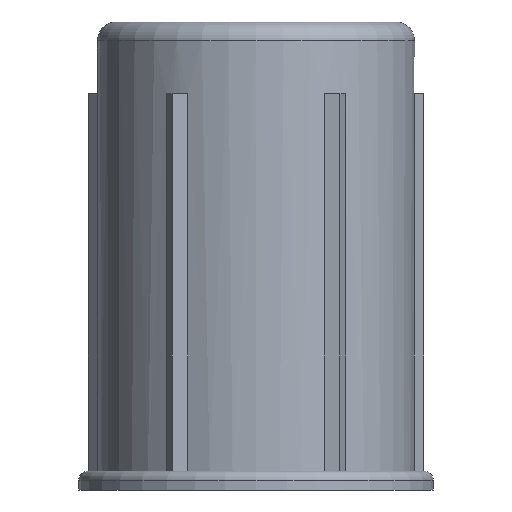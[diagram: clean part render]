
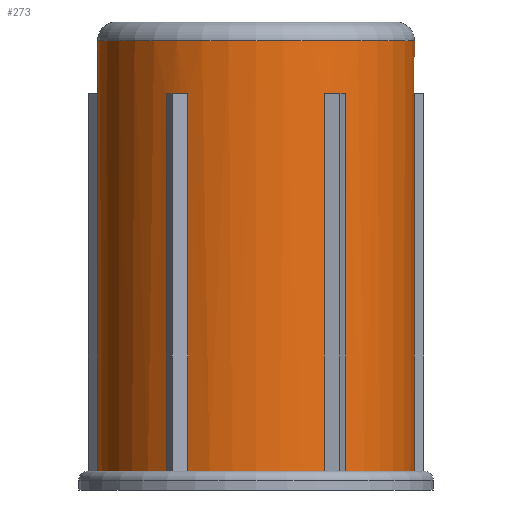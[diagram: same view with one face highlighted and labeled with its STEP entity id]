
A CAD part, front view. The second image highlights one B-rep face of the part: STEP entity #273.
In plain terms, the highlighted cylindrical face has radius 8.4 mm (diameter 16.8 mm), a full revolution.
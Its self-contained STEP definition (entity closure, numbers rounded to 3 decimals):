
#273=ADVANCED_FACE('',(#674,#676),#678,.T.);
#674=FACE_BOUND('',#675,.T.);
#675=EDGE_LOOP('',(#956,#957,#958,#959,#960,#961,#962,#963,#964,#965,#966,#967,#968,
#969,#970,#971,#972,#973,#974,#975,#976,#977,#978,#979,#980));
#676=FACE_OUTER_BOUND('',#677,.T.);
#677=EDGE_LOOP('',(#981));
#678=CYLINDRICAL_SURFACE('',#679,8.4);
#679=AXIS2_PLACEMENT_3D('',#680,#681,#682);
#680=CARTESIAN_POINT('',(0.,0.,0.));
#681=DIRECTION('',(0.,0.,1.));
#682=DIRECTION('',(-1.,0.,0.));
#956=ORIENTED_EDGE('',*,*,#1133,.F.);
#957=ORIENTED_EDGE('',*,*,#1119,.F.);
#958=ORIENTED_EDGE('',*,*,#1134,.F.);
#959=ORIENTED_EDGE('',*,*,#1135,.F.);
#960=ORIENTED_EDGE('',*,*,#1136,.F.);
#961=ORIENTED_EDGE('',*,*,#1116,.F.);
#962=ORIENTED_EDGE('',*,*,#1137,.F.);
#963=ORIENTED_EDGE('',*,*,#1138,.F.);
#964=ORIENTED_EDGE('',*,*,#1139,.F.);
#965=ORIENTED_EDGE('',*,*,#1113,.F.);
#966=ORIENTED_EDGE('',*,*,#1132,.F.);
#967=ORIENTED_EDGE('',*,*,#1140,.F.);
#968=ORIENTED_EDGE('',*,*,#1141,.F.);
#969=ORIENTED_EDGE('',*,*,#1142,.F.);
#970=ORIENTED_EDGE('',*,*,#1128,.F.);
#971=ORIENTED_EDGE('',*,*,#1143,.F.);
#972=ORIENTED_EDGE('',*,*,#1144,.F.);
#973=ORIENTED_EDGE('',*,*,#1145,.F.);
#974=ORIENTED_EDGE('',*,*,#1125,.F.);
#975=ORIENTED_EDGE('',*,*,#1146,.F.);
#976=ORIENTED_EDGE('',*,*,#1147,.F.);
#977=ORIENTED_EDGE('',*,*,#1148,.F.);
#978=ORIENTED_EDGE('',*,*,#1122,.F.);
#979=ORIENTED_EDGE('',*,*,#1149,.F.);
#980=ORIENTED_EDGE('',*,*,#1150,.F.);
#981=ORIENTED_EDGE('',*,*,#1151,.F.);
#1113=EDGE_CURVE('',#1257,#1259,#1260,.F.);
#1116=EDGE_CURVE('',#1262,#1264,#1265,.F.);
#1119=EDGE_CURVE('',#1267,#1269,#1270,.F.);
#1122=EDGE_CURVE('',#1272,#1274,#1275,.F.);
#1125=EDGE_CURVE('',#1277,#1279,#1280,.F.);
#1128=EDGE_CURVE('',#1282,#1284,#1285,.F.);
#1132=EDGE_CURVE('',#1289,#1257,#1291,.F.);
#1133=EDGE_CURVE('',#1269,#1292,#1293,.T.);
#1134=EDGE_CURVE('',#1294,#1267,#1295,.F.);
#1135=EDGE_CURVE('',#1296,#1294,#1297,.F.);
#1136=EDGE_CURVE('',#1264,#1296,#1298,.T.);
#1137=EDGE_CURVE('',#1299,#1262,#1300,.F.);
#1138=EDGE_CURVE('',#1301,#1299,#1302,.F.);
#1139=EDGE_CURVE('',#1259,#1301,#1303,.T.);
#1140=EDGE_CURVE('',#1304,#1289,#1305,.F.);
#1141=EDGE_CURVE('',#1306,#1304,#1307,.F.);
#1142=EDGE_CURVE('',#1284,#1306,#1308,.T.);
#1143=EDGE_CURVE('',#1309,#1282,#1310,.F.);
#1144=EDGE_CURVE('',#1311,#1309,#1312,.F.);
#1145=EDGE_CURVE('',#1279,#1311,#1313,.T.);
#1146=EDGE_CURVE('',#1314,#1277,#1315,.F.);
#1147=EDGE_CURVE('',#1316,#1314,#1317,.F.);
#1148=EDGE_CURVE('',#1274,#1316,#1318,.T.);
#1149=EDGE_CURVE('',#1319,#1272,#1320,.F.);
#1150=EDGE_CURVE('',#1292,#1319,#1321,.F.);
#1151=EDGE_CURVE('',#1322,#1322,#1323,.T.);
#1257=VERTEX_POINT('',#1553);
#1259=VERTEX_POINT('',#1557);
#1260=CIRCLE('',#1558,8.4);
#1262=VERTEX_POINT('',#1565);
#1264=VERTEX_POINT('',#1569);
#1265=CIRCLE('',#1570,8.4);
#1267=VERTEX_POINT('',#1577);
#1269=VERTEX_POINT('',#1581);
#1270=CIRCLE('',#1582,8.4);
#1272=VERTEX_POINT('',#1589);
#1274=VERTEX_POINT('',#1593);
#1275=CIRCLE('',#1594,8.4);
#1277=VERTEX_POINT('',#1601);
#1279=VERTEX_POINT('',#1605);
#1280=CIRCLE('',#1606,8.4);
#1282=VERTEX_POINT('',#1613);
#1284=VERTEX_POINT('',#1617);
#1285=CIRCLE('',#1618,8.4);
#1289=VERTEX_POINT('',#1629);
#1291=LINE('',#1633,#1634);
#1292=VERTEX_POINT('',#1636);
#1293=LINE('',#1637,#1638);
#1294=VERTEX_POINT('',#1640);
#1295=LINE('',#1641,#1642);
#1296=VERTEX_POINT('',#1644);
#1297=CIRCLE('',#1645,8.4);
#1298=LINE('',#1649,#1650);
#1299=VERTEX_POINT('',#1652);
#1300=LINE('',#1653,#1654);
#1301=VERTEX_POINT('',#1656);
#1302=CIRCLE('',#1657,8.4);
#1303=LINE('',#1661,#1662);
#1304=VERTEX_POINT('',#1664);
#1305=CIRCLE('',#1665,8.4);
#1306=VERTEX_POINT('',#1669);
#1307=CIRCLE('',#1670,8.4);
#1308=LINE('',#1674,#1675);
#1309=VERTEX_POINT('',#1677);
#1310=LINE('',#1678,#1679);
#1311=VERTEX_POINT('',#1681);
#1312=CIRCLE('',#1682,8.4);
#1313=LINE('',#1686,#1687);
#1314=VERTEX_POINT('',#1689);
#1315=LINE('',#1690,#1691);
#1316=VERTEX_POINT('',#1693);
#1317=CIRCLE('',#1694,8.4);
#1318=LINE('',#1698,#1699);
#1319=VERTEX_POINT('',#1701);
#1320=LINE('',#1702,#1703);
#1321=CIRCLE('',#1705,8.4);
#1322=VERTEX_POINT('',#1709);
#1323=CIRCLE('',#1710,8.4);
#1553=CARTESIAN_POINT('',(-8.375,0.65,0.));
#1557=CARTESIAN_POINT('',(-4.751,6.928,0.));
#1558=AXIS2_PLACEMENT_3D('',#1559,#1560,#1561);
#1559=CARTESIAN_POINT('',(0.,0.,0.));
#1560=DIRECTION('',(0.,0.,1.));
#1561=DIRECTION('',(-0.566,0.825,0.));
#1565=CARTESIAN_POINT('',(-3.624,7.578,0.));
#1569=CARTESIAN_POINT('',(3.624,7.578,0.));
#1570=AXIS2_PLACEMENT_3D('',#1571,#1572,#1573);
#1571=CARTESIAN_POINT('',(0.,0.,0.));
#1572=DIRECTION('',(0.,0.,1.));
#1573=DIRECTION('',(0.431,0.902,0.));
#1577=CARTESIAN_POINT('',(4.751,6.928,0.));
#1581=CARTESIAN_POINT('',(8.375,0.65,0.));
#1582=AXIS2_PLACEMENT_3D('',#1583,#1584,#1585);
#1583=CARTESIAN_POINT('',(0.,0.,0.));
#1584=DIRECTION('',(0.,0.,1.));
#1585=DIRECTION('',(0.997,0.077,0.));
#1589=CARTESIAN_POINT('',(8.375,-0.65,0.));
#1593=CARTESIAN_POINT('',(4.751,-6.928,0.));
#1594=AXIS2_PLACEMENT_3D('',#1595,#1596,#1597);
#1595=CARTESIAN_POINT('',(0.,0.,0.));
#1596=DIRECTION('',(0.,0.,1.));
#1597=DIRECTION('',(0.566,-0.825,0.));
#1601=CARTESIAN_POINT('',(3.624,-7.578,0.));
#1605=CARTESIAN_POINT('',(-3.624,-7.578,0.));
#1606=AXIS2_PLACEMENT_3D('',#1607,#1608,#1609);
#1607=CARTESIAN_POINT('',(0.,0.,0.));
#1608=DIRECTION('',(0.,0.,1.));
#1609=DIRECTION('',(-0.431,-0.902,0.));
#1613=CARTESIAN_POINT('',(-4.751,-6.928,0.));
#1617=CARTESIAN_POINT('',(-8.375,-0.65,0.));
#1618=AXIS2_PLACEMENT_3D('',#1619,#1620,#1621);
#1619=CARTESIAN_POINT('',(0.,0.,0.));
#1620=DIRECTION('',(0.,0.,1.));
#1621=DIRECTION('',(-0.997,-0.077,0.));
#1629=CARTESIAN_POINT('',(-8.375,0.65,20.));
#1633=CARTESIAN_POINT('',(-8.375,0.65,0.));
#1634=VECTOR('',#1635,1.);
#1635=DIRECTION('',(0.,0.,1.));
#1636=CARTESIAN_POINT('',(8.375,0.65,20.));
#1637=CARTESIAN_POINT('',(8.375,0.65,0.));
#1638=VECTOR('',#1639,1.);
#1639=DIRECTION('',(0.,0.,1.));
#1640=CARTESIAN_POINT('',(4.751,6.928,20.));
#1641=CARTESIAN_POINT('',(4.751,6.928,0.));
#1642=VECTOR('',#1643,1.);
#1643=DIRECTION('',(0.,0.,1.));
#1644=CARTESIAN_POINT('',(3.624,7.578,20.));
#1645=AXIS2_PLACEMENT_3D('',#1646,#1647,#1648);
#1646=CARTESIAN_POINT('',(0.,0.,20.));
#1647=DIRECTION('',(0.,0.,1.));
#1648=DIRECTION('',(0.566,0.825,0.));
#1649=CARTESIAN_POINT('',(3.624,7.578,0.));
#1650=VECTOR('',#1651,1.);
#1651=DIRECTION('',(0.,0.,1.));
#1652=CARTESIAN_POINT('',(-3.624,7.578,20.));
#1653=CARTESIAN_POINT('',(-3.624,7.578,0.));
#1654=VECTOR('',#1655,1.);
#1655=DIRECTION('',(0.,0.,1.));
#1656=CARTESIAN_POINT('',(-4.751,6.928,20.));
#1657=AXIS2_PLACEMENT_3D('',#1658,#1659,#1660);
#1658=CARTESIAN_POINT('',(0.,0.,20.));
#1659=DIRECTION('',(0.,-0.,1.));
#1660=DIRECTION('',(-0.431,0.902,0.));
#1661=CARTESIAN_POINT('',(-4.751,6.928,0.));
#1662=VECTOR('',#1663,1.);
#1663=DIRECTION('',(0.,0.,1.));
#1664=CARTESIAN_POINT('',(-8.4,0.,20.));
#1665=AXIS2_PLACEMENT_3D('',#1666,#1667,#1668);
#1666=CARTESIAN_POINT('',(0.,0.,20.));
#1667=DIRECTION('',(0.,0.,1.));
#1668=DIRECTION('',(-0.997,0.077,0.));
#1669=CARTESIAN_POINT('',(-8.375,-0.65,20.));
#1670=AXIS2_PLACEMENT_3D('',#1671,#1672,#1673);
#1671=CARTESIAN_POINT('',(0.,0.,20.));
#1672=DIRECTION('',(0.,0.,1.));
#1673=DIRECTION('',(-1.,0.,0.));
#1674=CARTESIAN_POINT('',(-8.375,-0.65,0.));
#1675=VECTOR('',#1676,1.);
#1676=DIRECTION('',(0.,0.,1.));
#1677=CARTESIAN_POINT('',(-4.751,-6.928,20.));
#1678=CARTESIAN_POINT('',(-4.751,-6.928,0.));
#1679=VECTOR('',#1680,1.);
#1680=DIRECTION('',(0.,0.,1.));
#1681=CARTESIAN_POINT('',(-3.624,-7.578,20.));
#1682=AXIS2_PLACEMENT_3D('',#1683,#1684,#1685);
#1683=CARTESIAN_POINT('',(0.,0.,20.));
#1684=DIRECTION('',(0.,0.,1.));
#1685=DIRECTION('',(-0.566,-0.825,0.));
#1686=CARTESIAN_POINT('',(-3.624,-7.578,0.));
#1687=VECTOR('',#1688,1.);
#1688=DIRECTION('',(0.,0.,1.));
#1689=CARTESIAN_POINT('',(3.624,-7.578,20.));
#1690=CARTESIAN_POINT('',(3.624,-7.578,0.));
#1691=VECTOR('',#1692,1.);
#1692=DIRECTION('',(0.,0.,1.));
#1693=CARTESIAN_POINT('',(4.751,-6.928,20.));
#1694=AXIS2_PLACEMENT_3D('',#1695,#1696,#1697);
#1695=CARTESIAN_POINT('',(0.,0.,20.));
#1696=DIRECTION('',(0.,0.,1.));
#1697=DIRECTION('',(0.431,-0.902,0.));
#1698=CARTESIAN_POINT('',(4.751,-6.928,0.));
#1699=VECTOR('',#1700,1.);
#1700=DIRECTION('',(0.,0.,1.));
#1701=CARTESIAN_POINT('',(8.375,-0.65,20.));
#1702=CARTESIAN_POINT('',(8.375,-0.65,0.));
#1703=VECTOR('',#1704,1.);
#1704=DIRECTION('',(0.,0.,1.));
#1705=AXIS2_PLACEMENT_3D('',#1706,#1707,#1708);
#1706=CARTESIAN_POINT('',(0.,0.,20.));
#1707=DIRECTION('',(0.,0.,1.));
#1708=DIRECTION('',(0.997,-0.077,0.));
#1709=CARTESIAN_POINT('',(-8.4,0.,22.8));
#1710=AXIS2_PLACEMENT_3D('',#1711,#1712,#1713);
#1711=CARTESIAN_POINT('',(0.,0.,22.8));
#1712=DIRECTION('',(0.,0.,1.));
#1713=DIRECTION('',(-1.,0.,0.));
